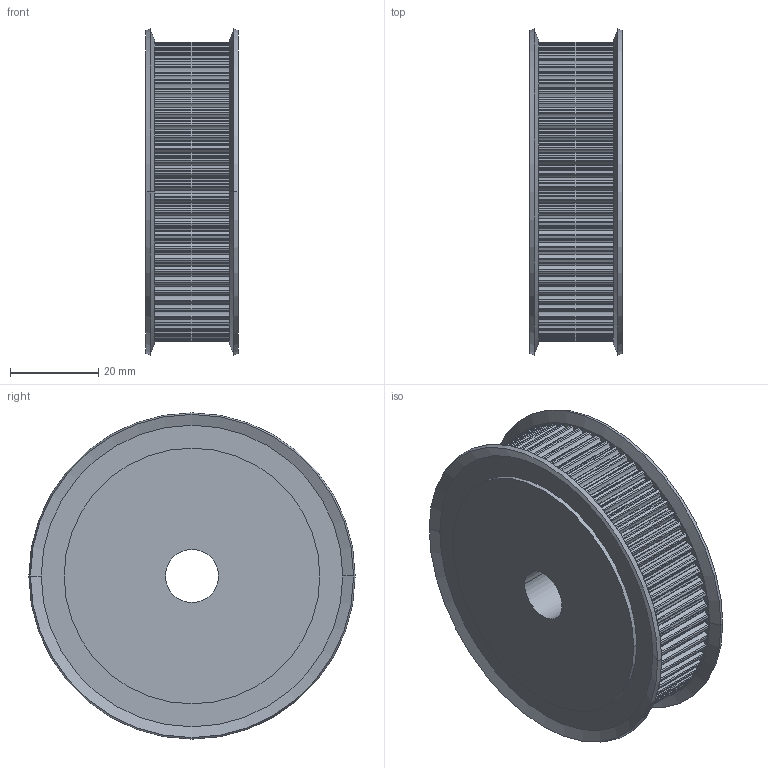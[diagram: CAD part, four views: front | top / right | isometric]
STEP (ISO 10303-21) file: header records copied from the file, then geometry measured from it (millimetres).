
FILE_DESCRIPTION( ( '' ), '1' );
FILE_NAME( 'htpa72s3m150_a_h12_2_03.stp', '2014-09-19T16:19:35', ( '' ), ( '' ), ' ', ' ', ' ' );
FILE_SCHEMA( ( 'CONFIG_CONTROL_DESIGN' ) );
Length unit declared in the file: millimetre
Products named in the file (1): 1
Bounding box: 21 x 74 x 74 mm (x, y, z)
Volume: 71224.7 mm3; surface area: 16622.9 mm2
Topology: 1 solids, 1 shells, 600 faces, 1776 edges, 1182 vertices
Faces by surface type: cylinder 582, cone 12, plane 6
Entity records: 20842 total; most frequent: DIRECTION 4160, CARTESIAN_POINT 3559, ORIENTED_EDGE 3552, AXIS2_PLACEMENT_3D 1783, EDGE_CURVE 1776, VERTEX_POINT 1182, CIRCLE 1182, EDGE_LOOP 606
